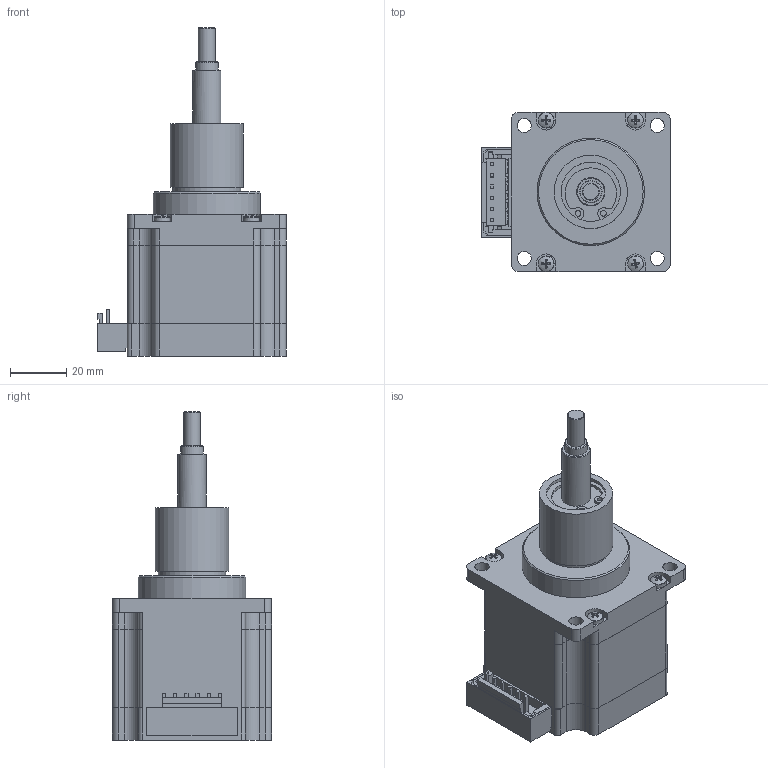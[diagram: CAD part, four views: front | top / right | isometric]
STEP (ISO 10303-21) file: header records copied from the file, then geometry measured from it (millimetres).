
FILE_DESCRIPTION(/* description */ (''),/* implementation_level */ '2;1');
FILE_NAME(/* name */ '零件5.stp',/* time_stamp */ '2020-09-21T09:24:40+08:00',/* author */ ('tao.xu'),/* organization */ (''),/* preprocessor_version */ 'ST-DEVELOPER v18',/* originating_system */ 'Autodesk Inventor 2020',/* authorisation */ '');
FILE_SCHEMA (('AUTOMOTIVE_DESIGN { 1 0 10303 214 3 1 1 }'));
Length unit declared in the file: millimetre
Products named in the file (1): 零件5
Bounding box: 66.9 x 56.54 x 116.4 mm (x, y, z)
Volume: 166725.1 mm3; surface area: 31781.4 mm2
Topology: 1 solids, 22 shells, 604 faces, 1582 edges, 1039 vertices
Faces by surface type: plane 412, cylinder 115, cone 53, torus 20, sphere 4
Full cylindrical faces by diameter (mm): 2 x4, 2.5 x4, 2.675 x4, 3 x4, 3.2 x4, 3.4 x6, 5 x4, 6 x1, 8 x1, 9.525 x1, 10 x1, 12 x1, 15 x1, 16.5 x1, 21 x1, 22 x2, 24 x1, 26 x1, 38.1 x1
Entity records: 19770 total; most frequent: CARTESIAN_POINT 4089, ORIENTED_EDGE 3158, DIRECTION 3063, EDGE_CURVE 1579, LINE 1049, VECTOR 1049, VERTEX_POINT 1041, AXIS2_PLACEMENT_3D 1007
